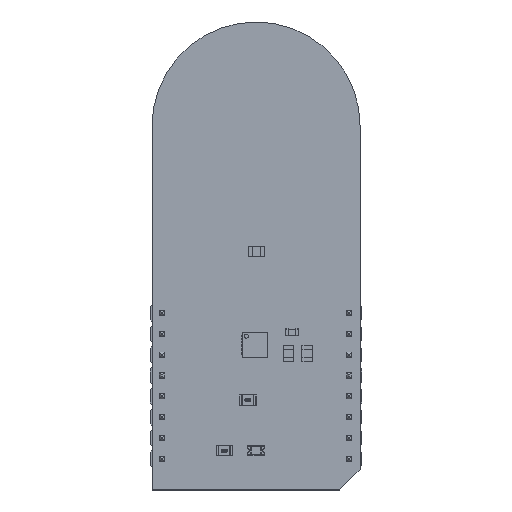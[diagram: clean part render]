
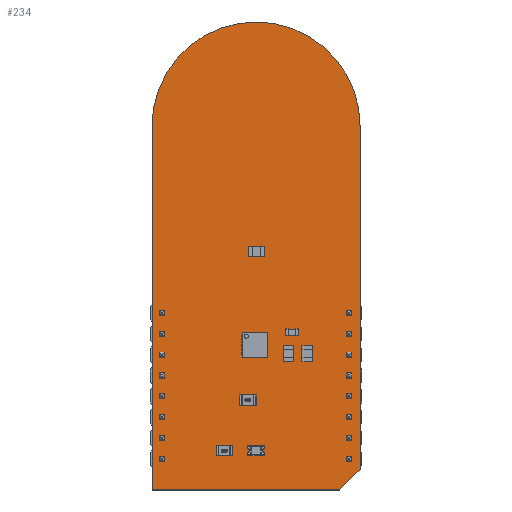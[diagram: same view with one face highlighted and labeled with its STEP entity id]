
A CAD part, top view. The second image highlights one B-rep face of the part: STEP entity #234.
In plain terms, the highlighted planar face has unit normal (0, 0, 1).
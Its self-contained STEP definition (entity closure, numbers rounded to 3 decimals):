
#71 = VERTEX_POINT('',#72);
#72 = CARTESIAN_POINT('',(-1.27,-3.81,0.));
#78 = EDGE_CURVE('',#71,#79,#81,.T.);
#79 = VERTEX_POINT('',#80);
#80 = CARTESIAN_POINT('',(21.59,-3.81,0.));
#81 = LINE('',#82,#83);
#82 = CARTESIAN_POINT('',(-1.27,-3.81,0.));
#83 = VECTOR('',#84,1.);
#84 = DIRECTION('',(1.,0.,0.));
#109 = EDGE_CURVE('',#79,#110,#112,.T.);
#110 = VERTEX_POINT('',#111);
#111 = CARTESIAN_POINT('',(24.13,-1.27,0.));
#112 = LINE('',#113,#114);
#113 = CARTESIAN_POINT('',(21.59,-3.81,0.));
#114 = VECTOR('',#115,1.);
#115 = DIRECTION('',(0.707,0.707,0.));
#140 = EDGE_CURVE('',#110,#141,#143,.T.);
#141 = VERTEX_POINT('',#142);
#142 = CARTESIAN_POINT('',(24.133,40.589,0.));
#143 = LINE('',#144,#145);
#144 = CARTESIAN_POINT('',(24.13,-1.27,0.));
#145 = VECTOR('',#146,1.);
#146 = DIRECTION('',(0.,1.,0.));
#171 = EDGE_CURVE('',#141,#172,#174,.T.);
#172 = VERTEX_POINT('',#173);
#173 = CARTESIAN_POINT('',(-1.27,40.64,0.));
#174 = CIRCLE('',#175,12.702);
#175 = AXIS2_PLACEMENT_3D('',#176,#177,#178);
#176 = CARTESIAN_POINT('',(11.432,40.616,0.));
#177 = DIRECTION('',(0.,0.,1.));
#178 = DIRECTION('',(1.,-0.002,0.));
#204 = EDGE_CURVE('',#172,#71,#205,.T.);
#205 = LINE('',#206,#207);
#206 = CARTESIAN_POINT('',(-1.27,40.64,0.));
#207 = VECTOR('',#208,1.);
#208 = DIRECTION('',(0.,-1.,0.));
#234 = ADVANCED_FACE('',(#235),#242,.F.);
#235 = FACE_BOUND('',#236,.T.);
#236 = EDGE_LOOP('',(#237,#238,#239,#240,#241));
#237 = ORIENTED_EDGE('',*,*,#78,.T.);
#238 = ORIENTED_EDGE('',*,*,#109,.T.);
#239 = ORIENTED_EDGE('',*,*,#140,.T.);
#240 = ORIENTED_EDGE('',*,*,#171,.T.);
#241 = ORIENTED_EDGE('',*,*,#204,.T.);
#242 = PLANE('',#243);
#243 = AXIS2_PLACEMENT_3D('',#244,#245,#246);
#244 = CARTESIAN_POINT('',(-1.27,-3.81,0.));
#245 = DIRECTION('',(0.,0.,-1.));
#246 = DIRECTION('',(-1.,0.,0.));
